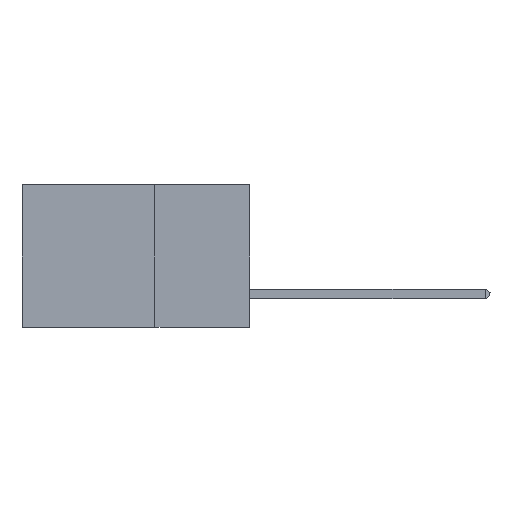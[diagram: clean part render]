
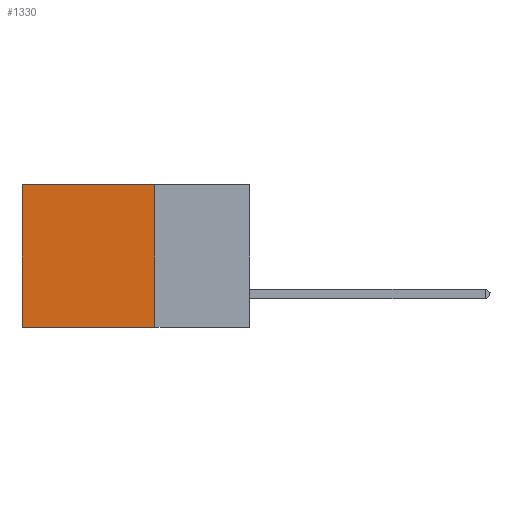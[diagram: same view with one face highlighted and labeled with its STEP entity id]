
A CAD part, left-side view. The second image highlights one B-rep face of the part: STEP entity #1330.
In plain terms, the highlighted planar face has unit normal (-1, 0, 0).
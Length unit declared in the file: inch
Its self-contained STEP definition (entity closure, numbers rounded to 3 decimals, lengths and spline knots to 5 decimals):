
#19 = LINE ( 'NONE', #12056, #9386 ) ;
#204 = ORIENTED_EDGE ( 'NONE', *, *, #15621, .T. ) ;
#228 = DIRECTION ( 'NONE',  ( 0., 0., -1. ) ) ;
#352 = LINE ( 'NONE', #6941, #7288 ) ;
#1330 = ADVANCED_FACE ( 'NONE', ( #13668 ), #5533, .F. ) ;
#1605 = CARTESIAN_POINT ( 'NONE',  ( 0.2875, 0.25, -0.375 ) ) ;
#2083 = EDGE_CURVE ( 'NONE', #5987, #11084, #13647, .T. ) ;
#2110 = ORIENTED_EDGE ( 'NONE', *, *, #2083, .T. ) ;
#4446 = CARTESIAN_POINT ( 'NONE',  ( 0.2875, 0.25, 0. ) ) ;
#5533 = PLANE ( 'NONE',  #12456 ) ;
#5987 = VERTEX_POINT ( 'NONE', #7090 ) ;
#6941 = CARTESIAN_POINT ( 'NONE',  ( 0.2875, 0.25, 0. ) ) ;
#7090 = CARTESIAN_POINT ( 'NONE',  ( 0.2875, 0.6, 0. ) ) ;
#7288 = VECTOR ( 'NONE', #16610, 39.37008 ) ;
#7515 = CARTESIAN_POINT ( 'NONE',  ( 0.2875, 0.6, -0.375 ) ) ;
#8171 = CARTESIAN_POINT ( 'NONE',  ( 0.2875, 0.6, -0.375 ) ) ;
#9175 = CARTESIAN_POINT ( 'NONE',  ( 0.2875, 0.25, -0.375 ) ) ;
#9386 = VECTOR ( 'NONE', #13369, 39.37008 ) ;
#9500 = VECTOR ( 'NONE', #228, 39.37008 ) ;
#9883 = DIRECTION ( 'NONE',  ( 0., 0., -1. ) ) ;
#9993 = VERTEX_POINT ( 'NONE', #9175 ) ;
#10253 = EDGE_LOOP ( 'NONE', ( #2110, #13764, #17086, #204 ) ) ;
#11012 = EDGE_CURVE ( 'NONE', #9993, #11084, #19, .T. ) ;
#11084 = VERTEX_POINT ( 'NONE', #8171 ) ;
#12056 = CARTESIAN_POINT ( 'NONE',  ( 0.2875, 0.25, -0.375 ) ) ;
#12116 = EDGE_CURVE ( 'NONE', #17460, #9993, #14793, .T. ) ;
#12456 = AXIS2_PLACEMENT_3D ( 'NONE', #13998, #12536, #12785 ) ;
#12536 = DIRECTION ( 'NONE',  ( 1., 0., 0. ) ) ;
#12785 = DIRECTION ( 'NONE',  ( 0., 0., -1. ) ) ;
#13369 = DIRECTION ( 'NONE',  ( 0., 1., 0. ) ) ;
#13647 = LINE ( 'NONE', #7515, #9500 ) ;
#13668 = FACE_OUTER_BOUND ( 'NONE', #10253, .T. ) ;
#13764 = ORIENTED_EDGE ( 'NONE', *, *, #11012, .F. ) ;
#13998 = CARTESIAN_POINT ( 'NONE',  ( 0.2875, 0.25, -0.375 ) ) ;
#14571 = VECTOR ( 'NONE', #9883, 39.37008 ) ;
#14793 = LINE ( 'NONE', #1605, #14571 ) ;
#15621 = EDGE_CURVE ( 'NONE', #17460, #5987, #352, .T. ) ;
#16610 = DIRECTION ( 'NONE',  ( 0., 1., 0. ) ) ;
#17086 = ORIENTED_EDGE ( 'NONE', *, *, #12116, .F. ) ;
#17460 = VERTEX_POINT ( 'NONE', #4446 ) ;
